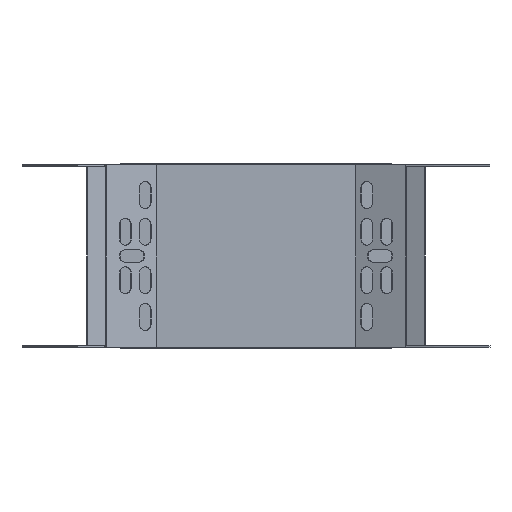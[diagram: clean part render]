
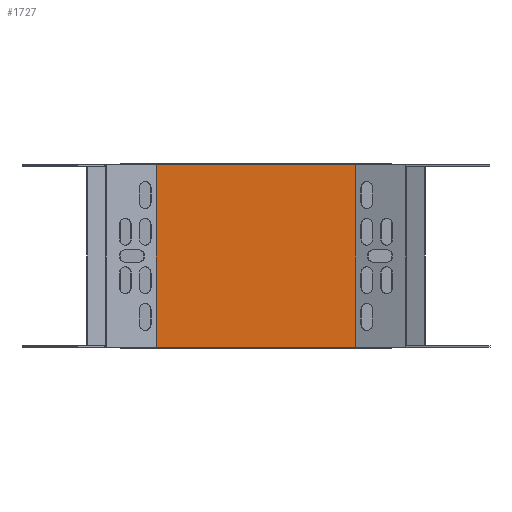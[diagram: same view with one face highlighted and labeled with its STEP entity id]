
A CAD part, front view. The second image highlights one B-rep face of the part: STEP entity #1727.
In plain terms, the highlighted planar face has unit normal (0, -1, 0).
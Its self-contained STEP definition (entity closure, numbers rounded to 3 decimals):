
#179 = FACE_OUTER_BOUND ( 'NONE', #2198, .T. ) ;
#449 = VECTOR ( 'NONE', #6594, 1000. ) ;
#476 = VECTOR ( 'NONE', #6434, 1000. ) ;
#877 = VERTEX_POINT ( 'NONE', #1179 ) ;
#905 = DIRECTION ( 'NONE',  ( 0., -1., 0. ) ) ;
#1163 = EDGE_CURVE ( 'NONE', #7106, #6033, #5005, .T. ) ;
#1179 = CARTESIAN_POINT ( 'NONE',  ( -55.75, -101., -50.8 ) ) ;
#1727 = ADVANCED_FACE ( 'NONE', ( #179 ), #6868, .T. ) ;
#1756 = CARTESIAN_POINT ( 'NONE',  ( 55.75, -101., -50.8 ) ) ;
#1847 = DIRECTION ( 'NONE',  ( 1., 0., 0. ) ) ;
#2013 = VERTEX_POINT ( 'NONE', #1756 ) ;
#2061 = EDGE_CURVE ( 'NONE', #877, #2013, #7200, .T. ) ;
#2198 = EDGE_LOOP ( 'NONE', ( #4357, #5960, #7495, #4542 ) ) ;
#2352 = CARTESIAN_POINT ( 'NONE',  ( 56.881, -101., 50.8 ) ) ;
#2501 = CARTESIAN_POINT ( 'NONE',  ( 55.75, -101., -49. ) ) ;
#2739 = CARTESIAN_POINT ( 'NONE',  ( -55.75, -101., -49. ) ) ;
#3137 = CARTESIAN_POINT ( 'NONE',  ( 55.75, -101., 50.8 ) ) ;
#3898 = DIRECTION ( 'NONE',  ( 0., 0., 1. ) ) ;
#4357 = ORIENTED_EDGE ( 'NONE', *, *, #7340, .F. ) ;
#4487 = EDGE_CURVE ( 'NONE', #2013, #7106, #6757, .T. ) ;
#4542 = ORIENTED_EDGE ( 'NONE', *, *, #1163, .T. ) ;
#5005 = LINE ( 'NONE', #2352, #476 ) ;
#5019 = CARTESIAN_POINT ( 'NONE',  ( -55.75, -101., 50.8 ) ) ;
#5091 = DIRECTION ( 'NONE',  ( -1., 0., 0. ) ) ;
#5109 = CARTESIAN_POINT ( 'NONE',  ( -55.75, -101., -49. ) ) ;
#5648 = VECTOR ( 'NONE', #1847, 1000. ) ;
#5820 = LINE ( 'NONE', #5109, #7188 ) ;
#5893 = AXIS2_PLACEMENT_3D ( 'NONE', #2739, #905, #5091 ) ;
#5960 = ORIENTED_EDGE ( 'NONE', *, *, #2061, .T. ) ;
#6018 = CARTESIAN_POINT ( 'NONE',  ( -56.881, -101., -50.8 ) ) ;
#6033 = VERTEX_POINT ( 'NONE', #5019 ) ;
#6434 = DIRECTION ( 'NONE',  ( -1., 0., 0. ) ) ;
#6594 = DIRECTION ( 'NONE',  ( 0., 0., 1. ) ) ;
#6757 = LINE ( 'NONE', #2501, #449 ) ;
#6868 = PLANE ( 'NONE',  #5893 ) ;
#7106 = VERTEX_POINT ( 'NONE', #3137 ) ;
#7188 = VECTOR ( 'NONE', #3898, 1000. ) ;
#7200 = LINE ( 'NONE', #6018, #5648 ) ;
#7340 = EDGE_CURVE ( 'NONE', #877, #6033, #5820, .T. ) ;
#7495 = ORIENTED_EDGE ( 'NONE', *, *, #4487, .T. ) ;
